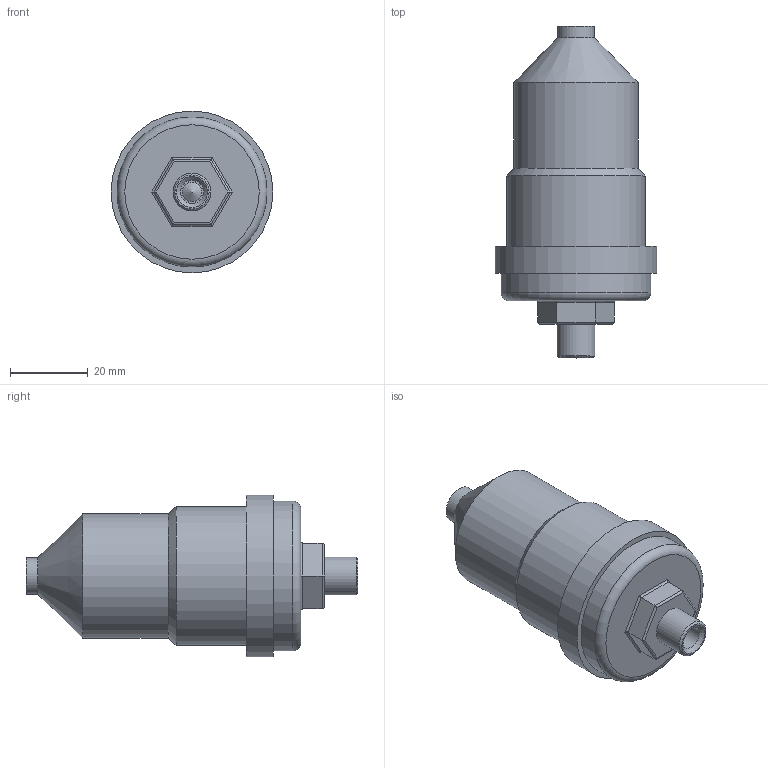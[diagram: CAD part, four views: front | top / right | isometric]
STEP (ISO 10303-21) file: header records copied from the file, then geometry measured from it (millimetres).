
FILE_DESCRIPTION(/* description */ (''),/* implementation_level */ '2;1');
FILE_NAME(/* name */ 'indvar1001-8.stp',/* time_stamp */ '2021-05-28T09:46:46+02:00',/* author */ ('enginyeria'),/* organization */ (''),/* preprocessor_version */ 'ST-DEVELOPER v17.2',/* originating_system */ 'Autodesk Inventor 2019',/* authorisation */ '');
FILE_SCHEMA (('CONFIG_CONTROL_DESIGN'));
Length unit declared in the file: millimetre
Products named in the file (1): indvar1001-8
Bounding box: 41.5 x 85.2 x 41.5 mm (x, y, z)
Volume: 60832.9 mm3; surface area: 9956.3 mm2
Topology: 1 solids, 1 shells, 39 faces, 96 edges, 63 vertices
Faces by surface type: cylinder 20, plane 12, cone 6, torus 1
Full cylindrical faces by diameter (mm): 5 x1, 6 x1, 9.5 x1, 9.75 x1, 31.9 x1, 35.5 x1, 38.5 x1, 41.5 x1
Entity records: 1207 total; most frequent: DIRECTION 224, CARTESIAN_POINT 197, ORIENTED_EDGE 188, EDGE_CURVE 94, AXIS2_PLACEMENT_3D 90, VERTEX_POINT 63, EDGE_LOOP 45, LINE 44
